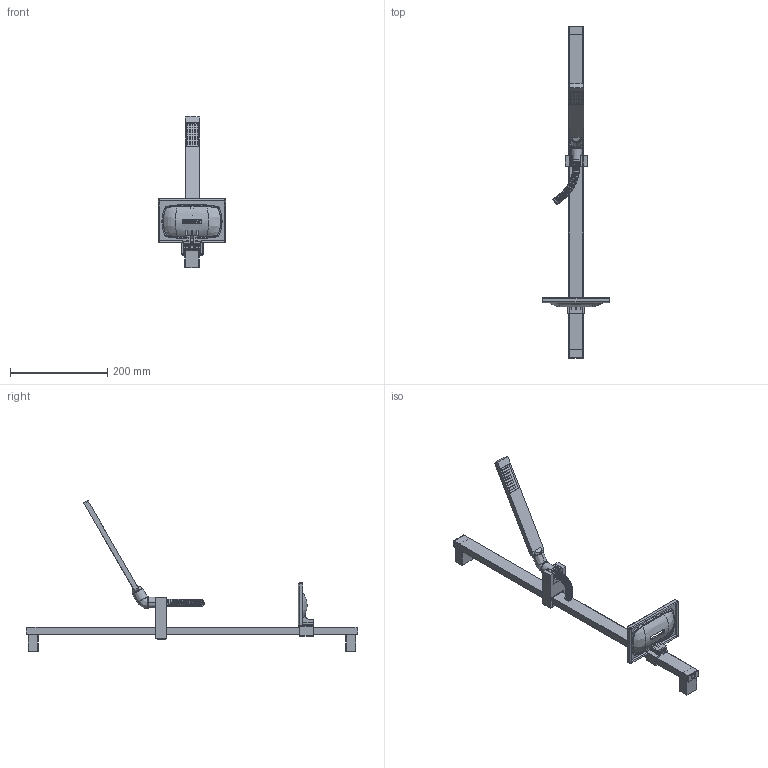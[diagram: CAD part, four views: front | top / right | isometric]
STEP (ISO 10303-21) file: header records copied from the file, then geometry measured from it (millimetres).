
FILE_DESCRIPTION((''),'2;1');
FILE_NAME('ZSAL079CR','2021-11-15T11:05:59',('ut3'),('PAFFONI SpA'),'CREO PARAMETRIC BY PTC INC, 2020044','CREO PARAMETRIC BY PTC INC, 2020044','');
FILE_SCHEMA(('CONFIG_CONTROL_DESIGN','SHAPE_APPEARANCE_LAYERS_GROUPS'));
Products named in the file (1): ZSAL079CR
Bounding box: 140 x 684 x 311.24 mm (x, y, z)
Volume: 253215.2 mm3; surface area: 245853.6 mm2
Topology: 3 solids, 3 shells, 1321 faces, 3609 edges, 2268 vertices
Faces by surface type: plane 709, cylinder 315, bspline 164, torus 69, sphere 42, extrusion 14, cone 8
Entity records: 73462 total; most frequent: CARTESIAN_POINT 38538, ORIENTED_EDGE 7118, DIRECTION 6162, EDGE_CURVE 3559, VERTEX_POINT 2268, VECTOR 2252, LINE 2238, AXIS2_PLACEMENT_3D 1955
